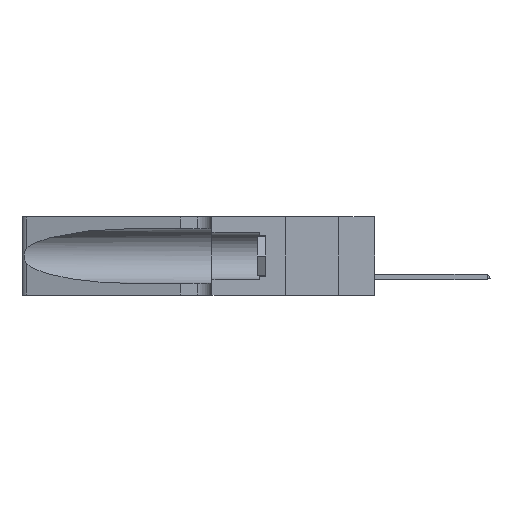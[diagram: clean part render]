
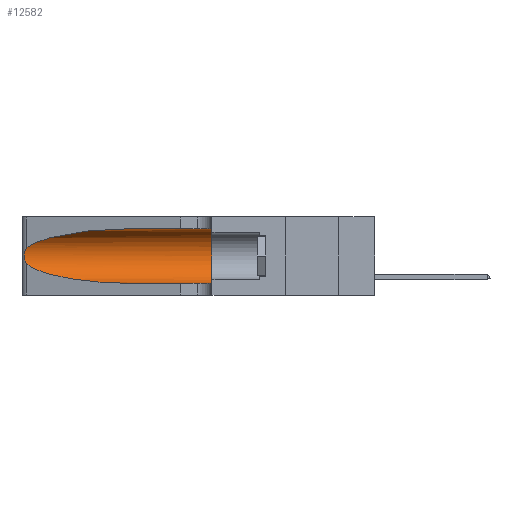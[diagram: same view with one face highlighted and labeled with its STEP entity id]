
A CAD part, left-side view. The second image highlights one B-rep face of the part: STEP entity #12582.
In plain terms, the highlighted cylindrical face has radius 3.308 mm (diameter 6.617 mm), a partial arc.
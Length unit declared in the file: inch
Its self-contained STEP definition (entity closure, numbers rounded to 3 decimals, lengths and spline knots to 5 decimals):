
#64 = CARTESIAN_POINT ( 'NONE',  ( 0.1305, 1.61858, 0.31525 ) ) ;
#385 = CARTESIAN_POINT ( 'NONE',  ( 0.1305, 0.35, 0.05475 ) ) ;
#583 = AXIS2_PLACEMENT_3D ( 'NONE', #3920, #4036, #9276 ) ;
#591 = VERTEX_POINT ( 'NONE', #385 ) ;
#813 = EDGE_CURVE ( 'NONE', #1308, #26132, #18598, .T. ) ;
#926 = CARTESIAN_POINT ( 'NONE',  ( 0.25487, 1.22718, 0.14631 ) ) ;
#1308 = VERTEX_POINT ( 'NONE', #13903 ) ;
#1371 = VERTEX_POINT ( 'NONE', #926 ) ;
#1897 = FACE_OUTER_BOUND ( 'NONE', #24564, .T. ) ;
#2222 = CARTESIAN_POINT ( 'NONE',  ( 0.2373, 1.15595, 0.08982 ) ) ;
#3193 = ORIENTED_EDGE ( 'NONE', *, *, #28734, .F. ) ;
#3751 = EDGE_CURVE ( 'NONE', #20899, #591, #5242, .T. ) ;
#3920 = CARTESIAN_POINT ( 'NONE',  ( 0.1305, 0.35, 0.185 ) ) ;
#3992 = EDGE_CURVE ( 'NONE', #26132, #1371, #14984, .T. ) ;
#4036 = DIRECTION ( 'NONE',  ( 0., 1., 0. ) ) ;
#4059 = CIRCLE ( 'NONE', #583, 0.13025 ) ;
#4583 = CARTESIAN_POINT ( 'NONE',  ( 0.25789, 1.23486, 0.15765 ) ) ;
#4688 = ORIENTED_EDGE ( 'NONE', *, *, #5404, .F. ) ;
#4830 = VECTOR ( 'NONE', #10380, 39.37008 ) ;
#5242 = LINE ( 'NONE', #7677, #4830 ) ;
#5404 = EDGE_CURVE ( 'NONE', #1308, #11321, #26395, .T. ) ;
#5674 = CARTESIAN_POINT ( 'NONE',  ( 0.1305, 0.72297, 0.05475 ) ) ;
#7474 = CARTESIAN_POINT ( 'NONE',  ( 0.25639, 1.23186, 0.15144 ) ) ;
#7497 = CARTESIAN_POINT ( 'NONE',  ( 0.25487, 1.22718, 0.22369 ) ) ;
#7677 = CARTESIAN_POINT ( 'NONE',  ( 0.1305, 1.61858, 0.05475 ) ) ;
#9161 = AXIS2_PLACEMENT_3D ( 'NONE', #20842, #15595, #18380 ) ;
#9276 = DIRECTION ( 'NONE',  ( 0., 0., 1. ) ) ;
#10118 = CARTESIAN_POINT ( 'NONE',  ( 0.1305, 0.35, 0.31525 ) ) ;
#10380 = DIRECTION ( 'NONE',  ( 0., -1., 0. ) ) ;
#10934 = VECTOR ( 'NONE', #15744, 39.37008 ) ;
#11321 = VERTEX_POINT ( 'NONE', #10118 ) ;
#12582 = ADVANCED_FACE ( 'NONE', ( #1897 ), #15274, .F. ) ;
#13903 = CARTESIAN_POINT ( 'NONE',  ( 0.1305, 0.72297, 0.31525 ) ) ;
#14984 = B_SPLINE_CURVE_WITH_KNOTS ( 'NONE', 3,
 ( #33819, #26281, #18129, #31281, #31045, #33701, #17804, #23487, #18022, #20574, #4583, #7474, #15358, #33936 ),
 .UNSPECIFIED., .F., .F.,
 ( 4, 2, 2, 2, 2, 2, 4 ),
 ( 0., 0.00027, 0.00053, 0.00107, 0.0016, 0.00187, 0.00214 ),
 .UNSPECIFIED. ) ;
#15274 = CYLINDRICAL_SURFACE ( 'NONE', #9161, 0.13025 ) ;
#15358 = CARTESIAN_POINT ( 'NONE',  ( 0.25555, 1.22993, 0.14849 ) ) ;
#15595 = DIRECTION ( 'NONE',  ( 0., -1., 0. ) ) ;
#15702 = ORIENTED_EDGE ( 'NONE', *, *, #813, .T. ) ;
#15744 = DIRECTION ( 'NONE',  ( 0., -1., 0. ) ) ;
#15779 = CARTESIAN_POINT ( 'NONE',  ( 0.1305, 0.72297, 0.05475 ) ) ;
#16286 =( BOUNDED_CURVE ( )  B_SPLINE_CURVE ( 3, ( #26145, #2222, #28949, #15779 ),
 .UNSPECIFIED., .F., .F. ) 
 B_SPLINE_CURVE_WITH_KNOTS ( ( 4, 4 ),
 ( 3.44316, 4.71239 ),
 .UNSPECIFIED. ) 
 CURVE ( )  GEOMETRIC_REPRESENTATION_ITEM ( )  RATIONAL_B_SPLINE_CURVE ( ( 1., 0.87, 0.87, 1. ) ) 
 REPRESENTATION_ITEM ( '' )  );
#17090 = EDGE_CURVE ( 'NONE', #1371, #20899, #16286, .T. ) ;
#17804 = CARTESIAN_POINT ( 'NONE',  ( 0.26075, 1.23896, 0.19203 ) ) ;
#18022 = CARTESIAN_POINT ( 'NONE',  ( 0.26017, 1.23833, 0.17102 ) ) ;
#18129 = CARTESIAN_POINT ( 'NONE',  ( 0.25639, 1.23184, 0.21858 ) ) ;
#18380 = DIRECTION ( 'NONE',  ( 0., 0., -1. ) ) ;
#18598 =( BOUNDED_CURVE ( )  B_SPLINE_CURVE ( 3, ( #20100, #30824, #33245, #30714 ),
 .UNSPECIFIED., .F., .F. ) 
 B_SPLINE_CURVE_WITH_KNOTS ( ( 4, 4 ),
 ( 1.5708, 2.84003 ),
 .UNSPECIFIED. ) 
 CURVE ( )  GEOMETRIC_REPRESENTATION_ITEM ( )  RATIONAL_B_SPLINE_CURVE ( ( 1., 0.87, 0.87, 1. ) ) 
 REPRESENTATION_ITEM ( '' )  );
#19759 = ORIENTED_EDGE ( 'NONE', *, *, #17090, .T. ) ;
#20100 = CARTESIAN_POINT ( 'NONE',  ( 0.1305, 0.72297, 0.31525 ) ) ;
#20574 = CARTESIAN_POINT ( 'NONE',  ( 0.25856, 1.23593, 0.16098 ) ) ;
#20842 = CARTESIAN_POINT ( 'NONE',  ( 0.1305, 1.61858, 0.185 ) ) ;
#20899 = VERTEX_POINT ( 'NONE', #5674 ) ;
#23487 = CARTESIAN_POINT ( 'NONE',  ( 0.26075, 1.23896, 0.178 ) ) ;
#24564 = EDGE_LOOP ( 'NONE', ( #15702, #33887, #19759, #29930, #3193, #4688 ) ) ;
#26132 = VERTEX_POINT ( 'NONE', #7497 ) ;
#26145 = CARTESIAN_POINT ( 'NONE',  ( 0.25487, 1.22718, 0.14631 ) ) ;
#26281 = CARTESIAN_POINT ( 'NONE',  ( 0.25555, 1.22994, 0.2215 ) ) ;
#26395 = LINE ( 'NONE', #64, #10934 ) ;
#28734 = EDGE_CURVE ( 'NONE', #11321, #591, #4059, .T. ) ;
#28949 = CARTESIAN_POINT ( 'NONE',  ( 0.18966, 0.96281, 0.05475 ) ) ;
#29930 = ORIENTED_EDGE ( 'NONE', *, *, #3751, .T. ) ;
#30714 = CARTESIAN_POINT ( 'NONE',  ( 0.25487, 1.22718, 0.22369 ) ) ;
#30824 = CARTESIAN_POINT ( 'NONE',  ( 0.18966, 0.96281, 0.31525 ) ) ;
#31045 = CARTESIAN_POINT ( 'NONE',  ( 0.25854, 1.2359, 0.20912 ) ) ;
#31281 = CARTESIAN_POINT ( 'NONE',  ( 0.25787, 1.23484, 0.2124 ) ) ;
#33245 = CARTESIAN_POINT ( 'NONE',  ( 0.2373, 1.15595, 0.28018 ) ) ;
#33701 = CARTESIAN_POINT ( 'NONE',  ( 0.26018, 1.23835, 0.19895 ) ) ;
#33819 = CARTESIAN_POINT ( 'NONE',  ( 0.25487, 1.22718, 0.22369 ) ) ;
#33887 = ORIENTED_EDGE ( 'NONE', *, *, #3992, .T. ) ;
#33936 = CARTESIAN_POINT ( 'NONE',  ( 0.25487, 1.22718, 0.14631 ) ) ;
